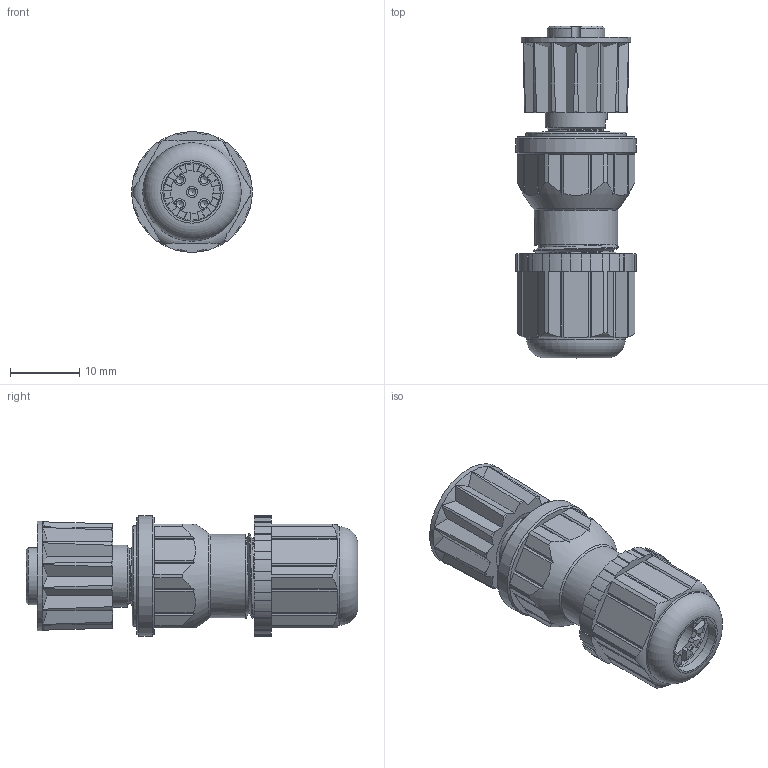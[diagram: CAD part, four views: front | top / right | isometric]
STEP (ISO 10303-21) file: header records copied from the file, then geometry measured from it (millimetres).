
FILE_DESCRIPTION(/* description */ ('Unknown'),/* implementation_level */ '2;1');
FILE_NAME(/* name */ '643721100005',/* time_stamp */ '2022-02-16T10:34:16+01:00',/* author */ ('Unknown'),/* organization */ ('Unknown'),/* preprocessor_version */ 'ST-DEVELOPER v16.7',/* originating_system */ 'Solid Edge',/* authorisation */ 'Unknown');
FILE_SCHEMA (('AUTOMOTIVE_DESIGN {1 0 10303 214 3 1 1}'));
Products named in the file (13): 6437211000xx; 6437211000xx_Body; 6437211000xx_clip; 6437211000xx_Mating O-Ring; 6437211000xx_screw nut; 6437211000xx_seal; 6437211000xx_sealing nut; 6437211000xx_Extension; 6437211000xx_housing; 643721100005_housing; 6437211000xx_pin; 6437211000xx_Extension Gasket; 643721100005_epoxy
Assembly tree (16 placements, depth 3):
  6437211000xx
    6437211000xx_Body
    6437211000xx_clip
    6437211000xx_Mating O-Ring
    6437211000xx_screw nut
    6437211000xx_seal
    6437211000xx_sealing nut
    6437211000xx_Extension
    6437211000xx_housing
      643721100005_housing
      6437211000xx_pin  x5
    6437211000xx_Extension Gasket
    643721100005_epoxy
Bounding box: 17.4 x 47.9 x 17.4 mm (x, y, z)
Volume: 5491.7 mm3; surface area: 9985.2 mm2
Topology: 15 solids, 15 shells, 1015 faces, 2724 edges, 1793 vertices
Faces by surface type: plane 524, cylinder 287, torus 86, cone 74, bspline 44
Full cylindrical faces by diameter (mm): 1.05 x5, 1.1 x5, 1.2 x5, 1.3 x5, 1.4 x4, 1.6 x16, 1.64 x5, 1.66 x20, 1.79 x20, 1.86 x5, 1.9 x5, 6.3 x1, 7.4 x1, 7.45 x1, 7.868 x4, 8 x1, 8.1 x4, 8.3 x1, 8.4 x1, 8.5 x1, 8.95 x3, 9.3 x5, 10.8 x1, 10.95 x5, 11.35 x2, 11.42 x3, 12 x1, 12.3 x11, 12.35 x9, 12.5 x1
Entity records: 43263 total; most frequent: CARTESIAN_POINT 24193, ORIENTED_EDGE 4048, DIRECTION 3553, EDGE_CURVE 2024, VERTEX_POINT 1391, AXIS2_PLACEMENT_3D 1302, FACE_BOUND 967, EDGE_LOOP 964
